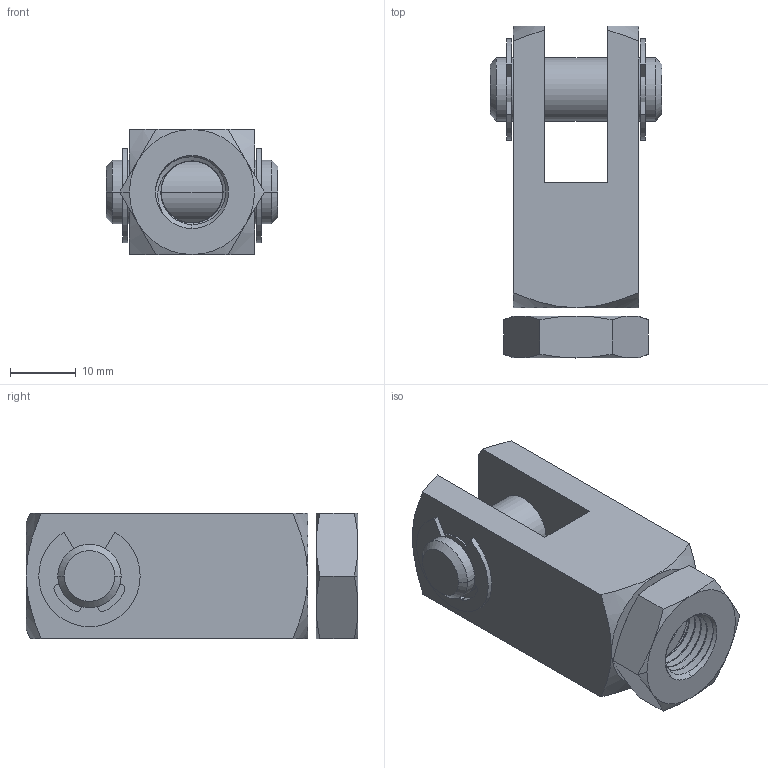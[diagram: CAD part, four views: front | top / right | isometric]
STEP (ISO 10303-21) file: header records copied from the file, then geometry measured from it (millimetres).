
FILE_DESCRIPTION (( 'STEP AP203' ), '1' );
FILE_NAME ('6498K44.step', '2015-02-20T19:45:05', ( '' ), ( '' ), 'SwSTEP 2.0', 'SolidWorks 2010', '' );
FILE_SCHEMA (( 'CONFIG_CONTROL_DESIGN' ));
Length unit declared in the file: inch
Products named in the file (1): 6498K44
Bounding box: 26.16 x 50.55 x 19.05 mm (x, y, z)
Volume: 12246.5 mm3; surface area: 7936.1 mm2
Topology: 5 solids, 5 shells, 167 faces, 428 edges, 274 vertices
Faces by surface type: cylinder 84, plane 41, cone 36, bspline 6
Entity records: 11194 total; most frequent: CARTESIAN_POINT 7355, ORIENTED_EDGE 856, DIRECTION 725, EDGE_CURVE 428, AXIS2_PLACEMENT_3D 286, VERTEX_POINT 274, EDGE_LOOP 178, FACE_OUTER_BOUND 167
